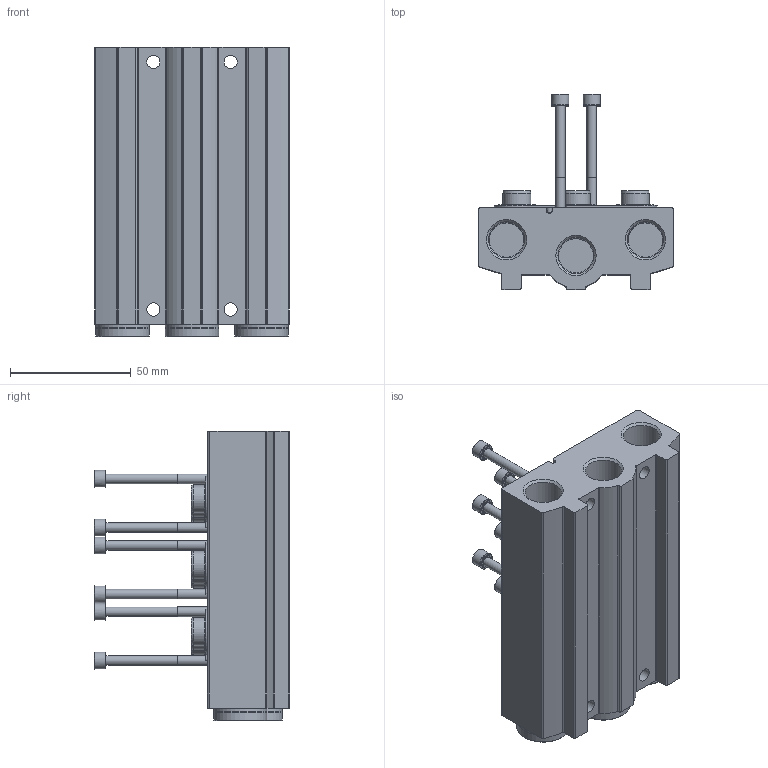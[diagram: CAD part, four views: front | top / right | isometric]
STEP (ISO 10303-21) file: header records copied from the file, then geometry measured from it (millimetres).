
FILE_DESCRIPTION(/* description */ ('STEP AP214'),/* implementation_level */ '2;1');
FILE_NAME(/* name */ '8026262_VABM-B10-25S-G38-3',/* time_stamp */ '2024-09-15T22:25:53+02:00',/* author */ ('License CC BY-ND 4.0'),/* organization */ ('CADENAS'),/* preprocessor_version */ 'ST-DEVELOPER v19.3',/* originating_system */ 'PARTsolutions',/* authorisation */ ' ');
FILE_SCHEMA (('AUTOMOTIVE_DESIGN {1 0 10303 214 3 1 1}'));
Length unit declared in the file: millimetre
Products named in the file (5): 8026262 VABM-B10-25S-G38-3; 8026262 VABM-B10-25S-G38-3---(M); 1657071 VUVS-G14-3---(S); 2833735 F-M4x50-10.9; 3570 B-3/8---(Plug)
Assembly tree (13 placements, depth 2):
  8026262 VABM-B10-25S-G38-3
    8026262 VABM-B10-25S-G38-3---(M)
    1657071 VUVS-G14-3---(S)  x3
    2833735 F-M4x50-10.9  x6
    3570 B-3/8---(Plug)  x3
Bounding box: 80.5 x 80.8 x 119.7 mm (x, y, z)
Volume: 231826.7 mm3; surface area: 72141.5 mm2
Topology: 13 solids, 13 shells, 626 faces, 1521 edges, 973 vertices
Faces by surface type: plane 294, cylinder 195, cone 110, torus 27
Full cylindrical faces by diameter (mm): 3.242 x7, 3.5 x1, 3.9 x6, 4 x6, 5.5 x4, 7 x15, 8.6 x9, 11.6 x9, 14.3 x3, 14.6 x9, 14.95 x6, 16.662 x3, 19.8 x3, 22 x6
Entity records: 8077 total; most frequent: CARTESIAN_POINT 1508, DIRECTION 1394, ORIENTED_EDGE 1138, EDGE_CURVE 569, AXIS2_PLACEMENT_3D 552, FACE_BOUND 451, EDGE_LOOP 443, VERTEX_POINT 428
